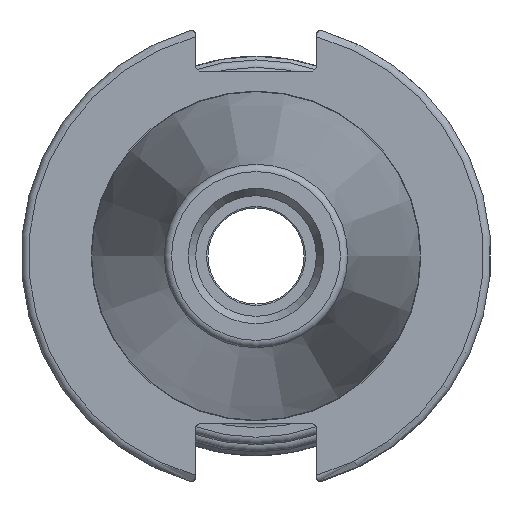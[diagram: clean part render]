
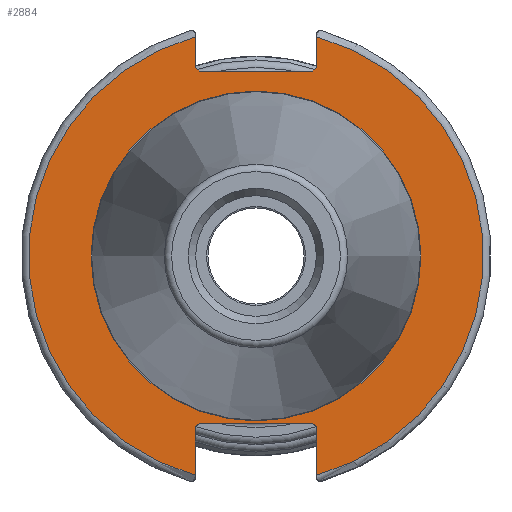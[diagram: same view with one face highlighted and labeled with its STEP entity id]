
A CAD part, left-side view. The second image highlights one B-rep face of the part: STEP entity #2884.
In plain terms, the highlighted planar face has unit normal (-1, 0, 0).
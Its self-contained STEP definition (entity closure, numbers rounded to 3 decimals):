
#228=FACE_BOUND('',#488,.T.);
#246=PLANE('',#3169);
#321=FACE_OUTER_BOUND('',#487,.T.);
#487=EDGE_LOOP('',(#2034,#2035,#2036,#2037,#2038,#2039,#2040,#2041,#2042,
#2043,#2044,#2045));
#488=EDGE_LOOP('',(#2046,#2047));
#645=LINE('',#4441,#794);
#646=LINE('',#4443,#795);
#647=LINE('',#4445,#796);
#648=LINE('',#4447,#797);
#649=LINE('',#4449,#798);
#650=LINE('',#4453,#799);
#651=LINE('',#4455,#800);
#652=LINE('',#4457,#801);
#653=LINE('',#4459,#802);
#654=LINE('',#4460,#803);
#794=VECTOR('',#3608,10.);
#795=VECTOR('',#3609,10.);
#796=VECTOR('',#3610,10.);
#797=VECTOR('',#3611,10.);
#798=VECTOR('',#3612,10.);
#799=VECTOR('',#3615,10.);
#800=VECTOR('',#3616,10.);
#801=VECTOR('',#3617,10.);
#802=VECTOR('',#3618,10.);
#803=VECTOR('',#3619,10.);
#981=CIRCLE('',#3165,22.3);
#982=CIRCLE('',#3166,22.3);
#985=CIRCLE('',#3170,30.75);
#986=CIRCLE('',#3171,30.75);
#1172=VERTEX_POINT('',#4428);
#1173=VERTEX_POINT('',#4430);
#1175=VERTEX_POINT('',#4437);
#1176=VERTEX_POINT('',#4438);
#1177=VERTEX_POINT('',#4440);
#1178=VERTEX_POINT('',#4442);
#1179=VERTEX_POINT('',#4444);
#1180=VERTEX_POINT('',#4446);
#1181=VERTEX_POINT('',#4448);
#1182=VERTEX_POINT('',#4450);
#1183=VERTEX_POINT('',#4452);
#1184=VERTEX_POINT('',#4454);
#1185=VERTEX_POINT('',#4456);
#1186=VERTEX_POINT('',#4458);
#1509=EDGE_CURVE('',#1172,#1173,#981,.T.);
#1510=EDGE_CURVE('',#1173,#1172,#982,.T.);
#1513=EDGE_CURVE('',#1175,#1176,#985,.T.);
#1514=EDGE_CURVE('',#1175,#1177,#645,.T.);
#1515=EDGE_CURVE('',#1178,#1177,#646,.T.);
#1516=EDGE_CURVE('',#1178,#1179,#647,.T.);
#1517=EDGE_CURVE('',#1180,#1179,#648,.T.);
#1518=EDGE_CURVE('',#1180,#1181,#649,.T.);
#1519=EDGE_CURVE('',#1182,#1181,#986,.T.);
#1520=EDGE_CURVE('',#1182,#1183,#650,.T.);
#1521=EDGE_CURVE('',#1184,#1183,#651,.T.);
#1522=EDGE_CURVE('',#1184,#1185,#652,.T.);
#1523=EDGE_CURVE('',#1186,#1185,#653,.T.);
#1524=EDGE_CURVE('',#1186,#1176,#654,.T.);
#2034=ORIENTED_EDGE('',*,*,#1513,.F.);
#2035=ORIENTED_EDGE('',*,*,#1514,.T.);
#2036=ORIENTED_EDGE('',*,*,#1515,.F.);
#2037=ORIENTED_EDGE('',*,*,#1516,.T.);
#2038=ORIENTED_EDGE('',*,*,#1517,.F.);
#2039=ORIENTED_EDGE('',*,*,#1518,.T.);
#2040=ORIENTED_EDGE('',*,*,#1519,.F.);
#2041=ORIENTED_EDGE('',*,*,#1520,.T.);
#2042=ORIENTED_EDGE('',*,*,#1521,.F.);
#2043=ORIENTED_EDGE('',*,*,#1522,.T.);
#2044=ORIENTED_EDGE('',*,*,#1523,.F.);
#2045=ORIENTED_EDGE('',*,*,#1524,.T.);
#2046=ORIENTED_EDGE('',*,*,#1510,.F.);
#2047=ORIENTED_EDGE('',*,*,#1509,.F.);
#2884=ADVANCED_FACE('',(#321,#228),#246,.T.);
#3165=AXIS2_PLACEMENT_3D('',#4431,#3596,#3597);
#3166=AXIS2_PLACEMENT_3D('',#4432,#3598,#3599);
#3169=AXIS2_PLACEMENT_3D('',#4436,#3604,#3605);
#3170=AXIS2_PLACEMENT_3D('',#4439,#3606,#3607);
#3171=AXIS2_PLACEMENT_3D('',#4451,#3613,#3614);
#3596=DIRECTION('center_axis',(-1.,0.,0.));
#3597=DIRECTION('ref_axis',(0.,-1.,0.));
#3598=DIRECTION('center_axis',(-1.,0.,0.));
#3599=DIRECTION('ref_axis',(0.,-1.,0.));
#3604=DIRECTION('center_axis',(-1.,0.,0.));
#3605=DIRECTION('ref_axis',(0.,0.,1.));
#3606=DIRECTION('center_axis',(1.,0.,0.));
#3607=DIRECTION('ref_axis',(0.,-1.,0.));
#3608=DIRECTION('',(0.,0.,-1.));
#3609=DIRECTION('',(0.,-0.707,0.707));
#3610=DIRECTION('',(0.,1.,0.));
#3611=DIRECTION('',(0.,-0.707,-0.707));
#3612=DIRECTION('',(0.,0.,1.));
#3613=DIRECTION('center_axis',(1.,0.,0.));
#3614=DIRECTION('ref_axis',(0.,1.,0.));
#3615=DIRECTION('',(0.,0.,1.));
#3616=DIRECTION('',(0.,0.707,-0.707));
#3617=DIRECTION('',(0.,-1.,0.));
#3618=DIRECTION('',(0.,0.707,0.707));
#3619=DIRECTION('',(0.,0.,-1.));
#4428=CARTESIAN_POINT('',(3.175,0.,22.3));
#4430=CARTESIAN_POINT('',(3.175,22.3,0.));
#4431=CARTESIAN_POINT('Origin',(3.175,0.,0.));
#4432=CARTESIAN_POINT('Origin',(3.175,0.,0.));
#4436=CARTESIAN_POINT('Origin',(3.175,31.75,0.));
#4437=CARTESIAN_POINT('',(3.175,-8.19,29.639));
#4438=CARTESIAN_POINT('',(3.175,-8.19,-29.639));
#4439=CARTESIAN_POINT('Origin',(3.175,0.,0.));
#4440=CARTESIAN_POINT('',(3.175,-8.19,25.5));
#4441=CARTESIAN_POINT('',(3.175,-8.19,12.5));
#4442=CARTESIAN_POINT('',(3.175,-7.69,25.));
#4443=CARTESIAN_POINT('',(3.175,8.295,9.015));
#4444=CARTESIAN_POINT('',(3.175,7.69,25.));
#4445=CARTESIAN_POINT('',(3.175,15.875,25.));
#4446=CARTESIAN_POINT('',(3.175,8.19,25.5));
#4447=CARTESIAN_POINT('',(3.175,7.58,24.89));
#4448=CARTESIAN_POINT('',(3.175,8.19,29.639));
#4449=CARTESIAN_POINT('',(3.175,8.19,12.5));
#4450=CARTESIAN_POINT('',(3.175,8.19,-29.639));
#4451=CARTESIAN_POINT('Origin',(3.175,0.,0.));
#4452=CARTESIAN_POINT('',(3.175,8.19,-23.1));
#4453=CARTESIAN_POINT('',(3.175,8.19,-11.3));
#4454=CARTESIAN_POINT('',(3.175,7.69,-22.6));
#4455=CARTESIAN_POINT('',(3.175,8.18,-23.09));
#4456=CARTESIAN_POINT('',(3.175,-7.69,-22.6));
#4457=CARTESIAN_POINT('',(3.175,15.875,-22.6));
#4458=CARTESIAN_POINT('',(3.175,-8.19,-23.1));
#4459=CARTESIAN_POINT('',(3.175,7.695,-7.215));
#4460=CARTESIAN_POINT('',(3.175,-8.19,-11.3));
